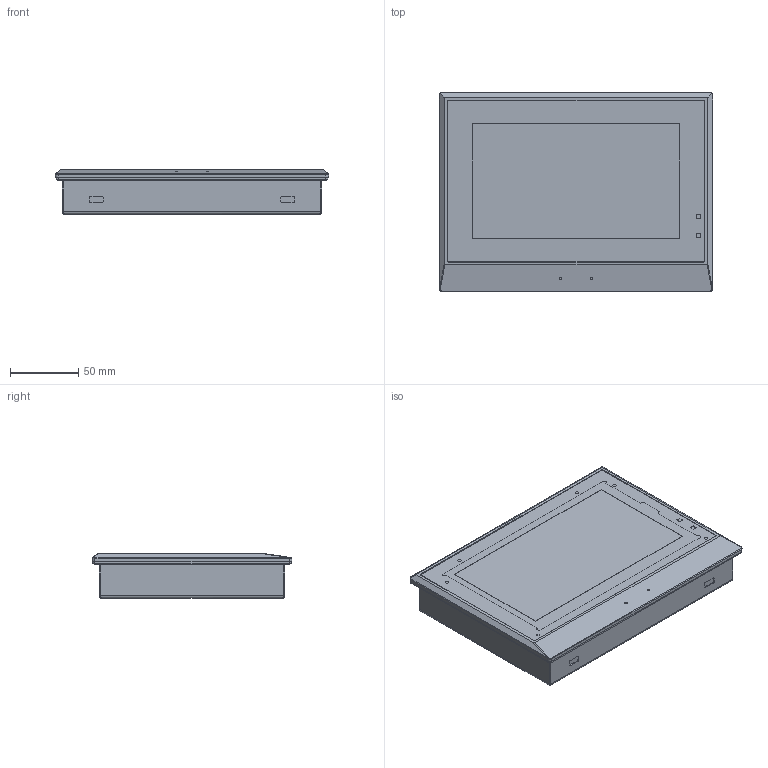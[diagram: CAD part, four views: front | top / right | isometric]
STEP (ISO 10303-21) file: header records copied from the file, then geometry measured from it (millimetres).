
FILE_DESCRIPTION (( 'STEP AP214' ), '1' );
FILE_NAME ('ETG-A8TS-HSSN-P-070_Ïàíåëü îïåðàòîðà ETG 7” áàçîâàÿ ìåòàëëè÷åñêèé êîðïóñ ONI.STEP', '2018-09-25T06:08:36', ( '' ), ( '' ), 'SwSTEP 2.0', 'SolidWorks 2014', '' );
FILE_SCHEMA (( 'AUTOMOTIVE_DESIGN' ));
Length unit declared in the file: millimetre
Products named in the file (1): ETG-A8TS-HSSN-P-070_Ïàíåëü îïåðàòîðà ETG 7” áàçîâàÿ ìåòàëëè÷åñêèé êîðïóñ ONI
Bounding box: 200 x 146 x 32.7 mm (x, y, z)
Surface area: 228979.6 mm2 (no closed solid volume)
Topology: 0 solids, 6 shells, 254 faces, 882 edges, 610 vertices
Faces by surface type: plane 133, cylinder 101, bspline 20
Entity records: 13265 total; most frequent: CARTESIAN_POINT 2901, DIRECTION 1564, ORIENTED_EDGE 1484, EDGE_CURVE 882, VERTEX_POINT 610, LINE 542, VECTOR 542, AXIS2_PLACEMENT_3D 511
